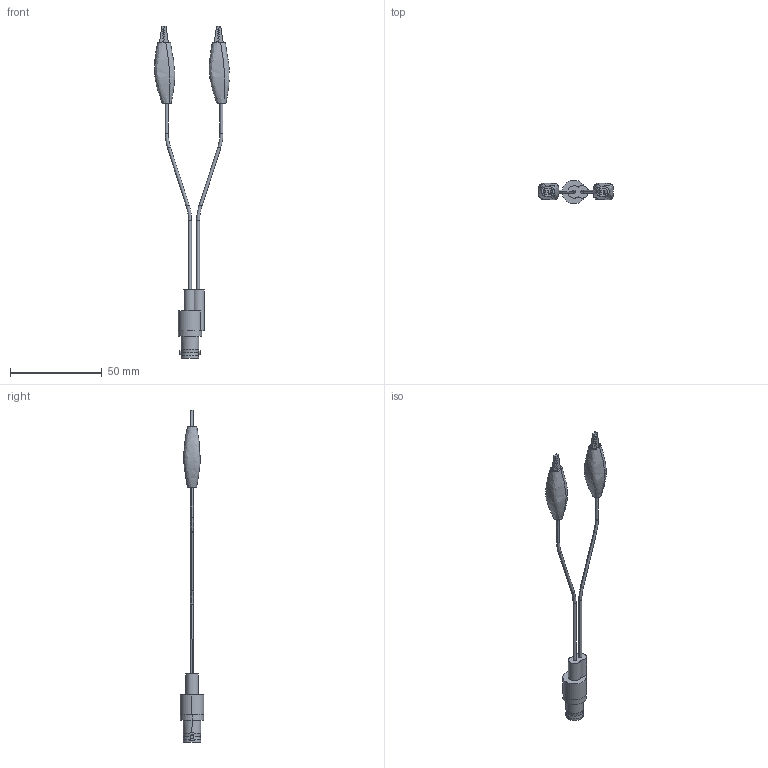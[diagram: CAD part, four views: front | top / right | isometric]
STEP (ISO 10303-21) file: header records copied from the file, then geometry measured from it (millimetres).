
FILE_DESCRIPTION (( 'STEP AP203' ), '1' );
FILE_NAME ('BC80.STEP', '2006-06-30T19:38:36', ( ' ' ), ( ' ' ), 'SwSTEP 2.0', 'SolidWorks 2005354', '' );
FILE_SCHEMA (( 'CONFIG_CONTROL_DESIGN' ));
Products named in the file (6): MTN-113; BC80; BC50-MA2; BC30-MA3; BC50-MA1; 3AB03-003
Assembly tree (6 placements, depth 2):
  BC80
    MTN-113
    BC50-MA2
    BC50-MA1
    3AB03-003
    BC30-MA3  x2
Bounding box: 40.77 x 12.83 x 180.93 mm (x, y, z)
Volume: 5096.4 mm3; surface area: 7340.3 mm2
Topology: 6 solids, 6 shells, 186 faces, 466 edges, 298 vertices
Faces by surface type: plane 109, cylinder 47, torus 22, bspline 8
Entity records: 60148 total; most frequent: CARTESIAN_POINT 55353, ORIENTED_EDGE 888, DIRECTION 810, EDGE_CURVE 444, VERTEX_POINT 286, VECTOR 276, LINE 276, AXIS2_PLACEMENT_3D 267
